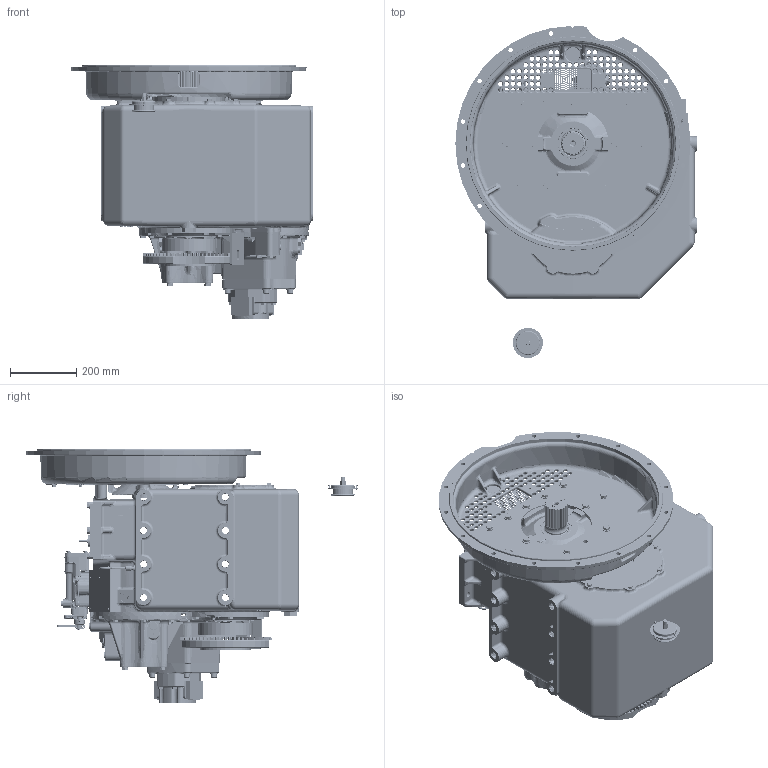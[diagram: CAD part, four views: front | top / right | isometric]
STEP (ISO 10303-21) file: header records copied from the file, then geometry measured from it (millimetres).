
FILE_DESCRIPTION (( 'STEP AP214' ), '1' );
FILE_NAME ('1027458.step', '2023-11-01T19:36:33', ( '' ), ( '' ), 'SwSTEP 2.0', 'SolidWorks 2019', '' );
FILE_SCHEMA (( 'AUTOMOTIVE_DESIGN' ));
Length unit declared in the file: millimetre
Products named in the file (1): 1027458
Bounding box: 730.69 x 1005.08 x 768.93 mm (x, y, z)
Surface area: 4279207.3 mm2 (no closed solid volume)
Topology: 0 solids, 347 shells, 5405 faces, 20025 edges, 14379 vertices
Faces by surface type: cylinder 2036, plane 1285, torus 875, bspline 668, cone 405, sphere 136
Entity records: 355405 total; most frequent: CARTESIAN_POINT 131398, DIRECTION 34411, ORIENTED_EDGE 31261, EDGE_CURVE 19952, VERTEX_POINT 14376, AXIS2_PLACEMENT_3D 14031, CIRCLE 9293, EDGE_LOOP 7103
